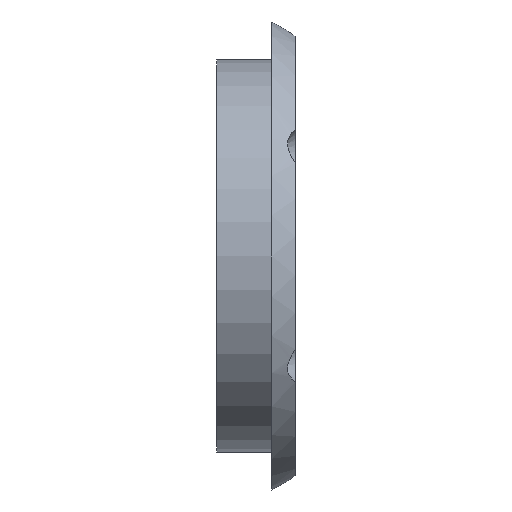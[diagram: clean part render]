
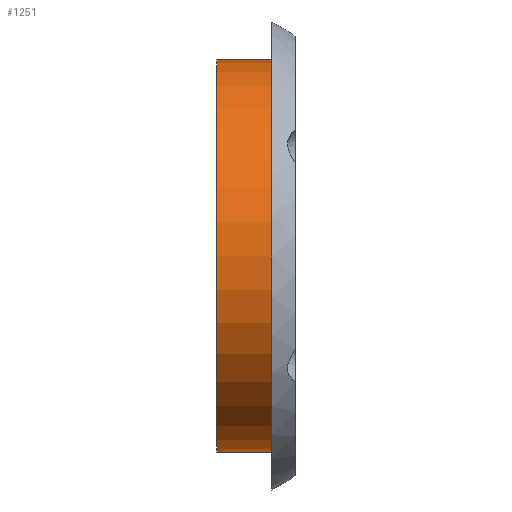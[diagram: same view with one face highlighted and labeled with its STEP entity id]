
A CAD part, left-side view. The second image highlights one B-rep face of the part: STEP entity #1251.
In plain terms, the highlighted cylindrical face has radius 14.25 mm (diameter 28.5 mm), a partial arc.
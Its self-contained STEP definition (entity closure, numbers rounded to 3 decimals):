
#82 = VERTEX_POINT ( 'NONE', #1401 ) ;
#84 = LINE ( 'NONE', #577, #466 ) ;
#95 = VERTEX_POINT ( 'NONE', #1139 ) ;
#120 = ORIENTED_EDGE ( 'NONE', *, *, #1214, .F. ) ;
#285 = DIRECTION ( 'NONE',  ( 0., 0., -1. ) ) ;
#295 = ORIENTED_EDGE ( 'NONE', *, *, #402, .T. ) ;
#389 = EDGE_CURVE ( 'NONE', #520, #82, #84, .T. ) ;
#402 = EDGE_CURVE ( 'NONE', #520, #95, #814, .T. ) ;
#410 = CARTESIAN_POINT ( 'NONE',  ( 0., 0., -14.25 ) ) ;
#442 = VECTOR ( 'NONE', #630, 1000. ) ;
#448 = ORIENTED_EDGE ( 'NONE', *, *, #389, .F. ) ;
#466 = VECTOR ( 'NONE', #929, 1000. ) ;
#500 = VERTEX_POINT ( 'NONE', #410 ) ;
#520 = VERTEX_POINT ( 'NONE', #1155 ) ;
#577 = CARTESIAN_POINT ( 'NONE',  ( 0., 0., 14.25 ) ) ;
#630 = DIRECTION ( 'NONE',  ( 0., -1., 0. ) ) ;
#667 = DIRECTION ( 'NONE',  ( 0., -1., 0. ) ) ;
#670 = EDGE_LOOP ( 'NONE', ( #448, #295, #1200, #120 ) ) ;
#716 = AXIS2_PLACEMENT_3D ( 'NONE', #1261, #667, #285 ) ;
#793 = DIRECTION ( 'NONE',  ( 0., -1., 0. ) ) ;
#814 = CIRCLE ( 'NONE', #1356, 14.25 ) ;
#819 = CARTESIAN_POINT ( 'NONE',  ( 0., 4., 0. ) ) ;
#845 = CIRCLE ( 'NONE', #874, 14.25 ) ;
#874 = AXIS2_PLACEMENT_3D ( 'NONE', #1154, #793, #1508 ) ;
#885 = CARTESIAN_POINT ( 'NONE',  ( 0., 0., -14.25 ) ) ;
#900 = FACE_OUTER_BOUND ( 'NONE', #670, .T. ) ;
#929 = DIRECTION ( 'NONE',  ( 0., -1., 0. ) ) ;
#937 = DIRECTION ( 'NONE',  ( 0., 0., -1. ) ) ;
#1055 = DIRECTION ( 'NONE',  ( 0., -1., 0. ) ) ;
#1100 = EDGE_CURVE ( 'NONE', #95, #500, #1230, .T. ) ;
#1139 = CARTESIAN_POINT ( 'NONE',  ( 0., 4., -14.25 ) ) ;
#1154 = CARTESIAN_POINT ( 'NONE',  ( 0., 0., 0. ) ) ;
#1155 = CARTESIAN_POINT ( 'NONE',  ( 0., 4., 14.25 ) ) ;
#1200 = ORIENTED_EDGE ( 'NONE', *, *, #1100, .T. ) ;
#1214 = EDGE_CURVE ( 'NONE', #82, #500, #845, .T. ) ;
#1230 = LINE ( 'NONE', #885, #442 ) ;
#1251 = ADVANCED_FACE ( 'NONE', ( #900 ), #1362, .T. ) ;
#1261 = CARTESIAN_POINT ( 'NONE',  ( 0., 0., 0. ) ) ;
#1356 = AXIS2_PLACEMENT_3D ( 'NONE', #819, #1055, #937 ) ;
#1362 = CYLINDRICAL_SURFACE ( 'NONE', #716, 14.25 ) ;
#1401 = CARTESIAN_POINT ( 'NONE',  ( 0., 0., 14.25 ) ) ;
#1508 = DIRECTION ( 'NONE',  ( 0., 0., -1. ) ) ;
